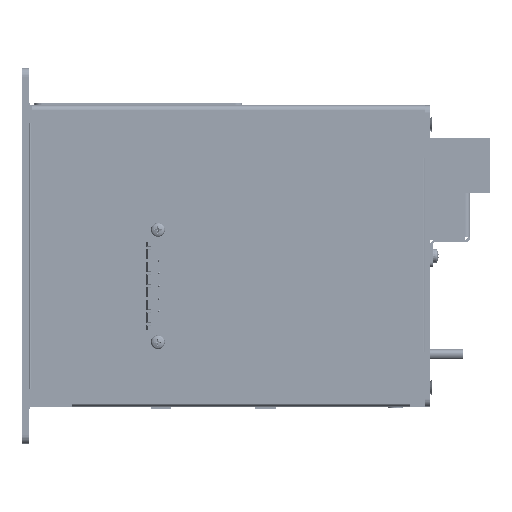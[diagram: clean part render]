
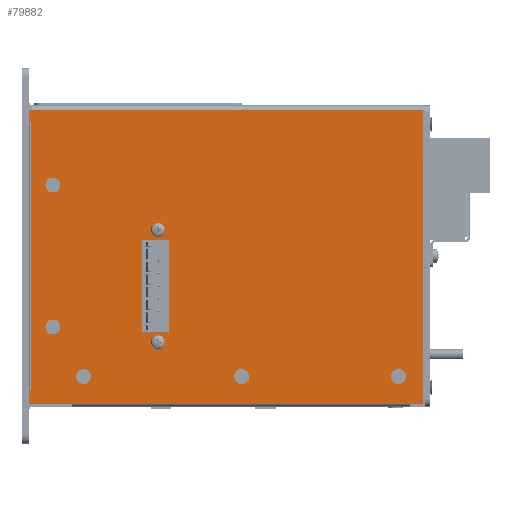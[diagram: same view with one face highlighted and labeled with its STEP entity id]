
A CAD part, left-side view. The second image highlights one B-rep face of the part: STEP entity #79882.
In plain terms, the highlighted planar face has unit normal (-1, 0, 0).
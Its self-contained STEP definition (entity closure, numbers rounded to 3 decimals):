
#4427=FACE_BOUND('',#12161,.T.);
#4428=FACE_BOUND('',#12162,.T.);
#4429=FACE_BOUND('',#12163,.T.);
#4430=FACE_BOUND('',#12164,.T.);
#4431=FACE_BOUND('',#12165,.T.);
#4432=FACE_BOUND('',#12166,.T.);
#4433=FACE_BOUND('',#12167,.T.);
#4434=FACE_BOUND('',#12168,.T.);
#5418=CIRCLE('',#85180,2.55);
#5419=CIRCLE('',#85181,2.55);
#5420=CIRCLE('',#85182,2.55);
#5421=CIRCLE('',#85183,1.75);
#5422=CIRCLE('',#85184,1.75);
#5423=CIRCLE('',#85185,2.55);
#5424=CIRCLE('',#85186,2.55);
#7645=FACE_OUTER_BOUND('',#12160,.T.);
#12160=EDGE_LOOP('',(#53774,#53775,#53776,#53777,#53778,#53779,#53780,#53781,
#53782));
#12161=EDGE_LOOP('',(#53783));
#12162=EDGE_LOOP('',(#53784));
#12163=EDGE_LOOP('',(#53785));
#12164=EDGE_LOOP('',(#53786));
#12165=EDGE_LOOP('',(#53787));
#12166=EDGE_LOOP('',(#53788,#53789,#53790,#53791));
#12167=EDGE_LOOP('',(#53792));
#12168=EDGE_LOOP('',(#53793));
#17666=LINE('',#115104,#26446);
#17675=LINE('',#115122,#26455);
#17678=LINE('',#115128,#26458);
#17680=LINE('',#115132,#26460);
#17681=LINE('',#115134,#26461);
#17682=LINE('',#115136,#26462);
#17683=LINE('',#115138,#26463);
#17684=LINE('',#115140,#26464);
#17685=LINE('',#115141,#26465);
#17686=LINE('',#115154,#26466);
#17687=LINE('',#115156,#26467);
#17688=LINE('',#115158,#26468);
#17689=LINE('',#115159,#26469);
#26446=VECTOR('',#92231,10.);
#26455=VECTOR('',#92246,10.);
#26458=VECTOR('',#92251,10.);
#26460=VECTOR('',#92255,1.44);
#26461=VECTOR('',#92256,10.);
#26462=VECTOR('',#92257,10.);
#26463=VECTOR('',#92258,10.);
#26464=VECTOR('',#92259,10.);
#26465=VECTOR('',#92260,1.44);
#26466=VECTOR('',#92271,10.);
#26467=VECTOR('',#92272,10.);
#26468=VECTOR('',#92273,10.);
#26469=VECTOR('',#92274,10.);
#35226=VERTEX_POINT('',#115101);
#35227=VERTEX_POINT('',#115103);
#35233=VERTEX_POINT('',#115121);
#35235=VERTEX_POINT('',#115127);
#35236=VERTEX_POINT('',#115131);
#35237=VERTEX_POINT('',#115133);
#35238=VERTEX_POINT('',#115135);
#35239=VERTEX_POINT('',#115137);
#35240=VERTEX_POINT('',#115139);
#35241=VERTEX_POINT('',#115142);
#35242=VERTEX_POINT('',#115144);
#35243=VERTEX_POINT('',#115146);
#35244=VERTEX_POINT('',#115148);
#35245=VERTEX_POINT('',#115150);
#35246=VERTEX_POINT('',#115152);
#35247=VERTEX_POINT('',#115153);
#35248=VERTEX_POINT('',#115155);
#35249=VERTEX_POINT('',#115157);
#35250=VERTEX_POINT('',#115160);
#35251=VERTEX_POINT('',#115162);
#42487=EDGE_CURVE('',#35227,#35226,#17666,.T.);
#42496=EDGE_CURVE('',#35233,#35227,#17675,.T.);
#42499=EDGE_CURVE('',#35235,#35233,#17678,.T.);
#42501=EDGE_CURVE('',#35236,#35226,#17680,.T.);
#42502=EDGE_CURVE('',#35237,#35236,#17681,.T.);
#42503=EDGE_CURVE('',#35238,#35237,#17682,.T.);
#42504=EDGE_CURVE('',#35238,#35239,#17683,.T.);
#42505=EDGE_CURVE('',#35239,#35240,#17684,.T.);
#42506=EDGE_CURVE('',#35235,#35240,#17685,.T.);
#42507=EDGE_CURVE('',#35241,#35241,#5418,.T.);
#42508=EDGE_CURVE('',#35242,#35242,#5419,.T.);
#42509=EDGE_CURVE('',#35243,#35243,#5420,.T.);
#42510=EDGE_CURVE('',#35244,#35244,#5421,.T.);
#42511=EDGE_CURVE('',#35245,#35245,#5422,.T.);
#42512=EDGE_CURVE('',#35246,#35247,#17686,.T.);
#42513=EDGE_CURVE('',#35247,#35248,#17687,.T.);
#42514=EDGE_CURVE('',#35248,#35249,#17688,.T.);
#42515=EDGE_CURVE('',#35249,#35246,#17689,.T.);
#42516=EDGE_CURVE('',#35250,#35250,#5423,.T.);
#42517=EDGE_CURVE('',#35251,#35251,#5424,.T.);
#53774=ORIENTED_EDGE('',*,*,#42499,.T.);
#53775=ORIENTED_EDGE('',*,*,#42496,.T.);
#53776=ORIENTED_EDGE('',*,*,#42487,.T.);
#53777=ORIENTED_EDGE('',*,*,#42501,.F.);
#53778=ORIENTED_EDGE('',*,*,#42502,.F.);
#53779=ORIENTED_EDGE('',*,*,#42503,.F.);
#53780=ORIENTED_EDGE('',*,*,#42504,.T.);
#53781=ORIENTED_EDGE('',*,*,#42505,.T.);
#53782=ORIENTED_EDGE('',*,*,#42506,.F.);
#53783=ORIENTED_EDGE('',*,*,#42507,.F.);
#53784=ORIENTED_EDGE('',*,*,#42508,.F.);
#53785=ORIENTED_EDGE('',*,*,#42509,.F.);
#53786=ORIENTED_EDGE('',*,*,#42510,.T.);
#53787=ORIENTED_EDGE('',*,*,#42511,.T.);
#53788=ORIENTED_EDGE('',*,*,#42512,.T.);
#53789=ORIENTED_EDGE('',*,*,#42513,.T.);
#53790=ORIENTED_EDGE('',*,*,#42514,.T.);
#53791=ORIENTED_EDGE('',*,*,#42515,.T.);
#53792=ORIENTED_EDGE('',*,*,#42516,.F.);
#53793=ORIENTED_EDGE('',*,*,#42517,.F.);
#76294=PLANE('',#85179);
#79882=ADVANCED_FACE('',(#7645,#4427,#4428,#4429,#4430,#4431,#4432,#4433,
#4434),#76294,.T.);
#85179=AXIS2_PLACEMENT_3D('',#115130,#92253,#92254);
#85180=AXIS2_PLACEMENT_3D('',#115143,#92261,#92262);
#85181=AXIS2_PLACEMENT_3D('',#115145,#92263,#92264);
#85182=AXIS2_PLACEMENT_3D('',#115147,#92265,#92266);
#85183=AXIS2_PLACEMENT_3D('',#115149,#92267,#92268);
#85184=AXIS2_PLACEMENT_3D('',#115151,#92269,#92270);
#85185=AXIS2_PLACEMENT_3D('',#115161,#92275,#92276);
#85186=AXIS2_PLACEMENT_3D('',#115163,#92277,#92278);
#92231=DIRECTION('',(0.,1.,0.));
#92246=DIRECTION('',(0.,0.,-1.));
#92251=DIRECTION('',(0.,-1.,0.));
#92253=DIRECTION('center_axis',(-1.,0.,0.));
#92254=DIRECTION('ref_axis',(0.,0.,
1.));
#92255=DIRECTION('',(0.,0.,1.));
#92256=DIRECTION('',(0.,1.,0.));
#92257=DIRECTION('',(0.,0.,-1.));
#92258=DIRECTION('',(0.,1.,0.));
#92259=DIRECTION('',(0.,1.,0.));
#92260=DIRECTION('',(0.,0.,1.));
#92261=DIRECTION('center_axis',(-1.,0.,0.));
#92262=DIRECTION('ref_axis',(0.,0.,
-1.));
#92263=DIRECTION('center_axis',(-1.,0.,0.));
#92264=DIRECTION('ref_axis',(0.,0.,
-1.));
#92265=DIRECTION('center_axis',(-1.,0.,0.));
#92266=DIRECTION('ref_axis',(0.,0.,
-1.));
#92267=DIRECTION('center_axis',(1.,0.,0.));
#92268=DIRECTION('ref_axis',(0.,0.,-1.));
#92269=DIRECTION('center_axis',(1.,0.,0.));
#92270=DIRECTION('ref_axis',(0.,0.,-1.));
#92271=DIRECTION('',(0.,0.,-1.));
#92272=DIRECTION('',(0.,1.,0.));
#92273=DIRECTION('',(0.,0.,1.));
#92274=DIRECTION('',(0.,-1.,0.));
#92275=DIRECTION('center_axis',(-1.,0.,0.));
#92276=DIRECTION('ref_axis',(0.,0.,
-1.));
#92277=DIRECTION('center_axis',(-1.,0.,0.));
#92278=DIRECTION('ref_axis',(0.,0.,
-1.));
#115101=CARTESIAN_POINT('',(0.,160.,-113.5));
#115103=CARTESIAN_POINT('',(0.,158.5,-113.5));
#115104=CARTESIAN_POINT('',(0.,119.5,-113.5));
#115121=CARTESIAN_POINT('',(0.,158.5,-5.5));
#115122=CARTESIAN_POINT('',(0.,158.5,-32.185));
#115127=CARTESIAN_POINT('',(0.,160.,-5.5));
#115128=CARTESIAN_POINT('',(0.,120.25,-5.5));
#115130=CARTESIAN_POINT('Origin',(0.,80.5,
-58.869));
#115131=CARTESIAN_POINT('',(0.,160.,-119.));
#115132=CARTESIAN_POINT('',(0.,160.,3.524));
#115133=CARTESIAN_POINT('',(0.,1.,-119.));
#115134=CARTESIAN_POINT('',(0.,1.,-119.));
#115135=CARTESIAN_POINT('',(0.,1.,-1.));
#115136=CARTESIAN_POINT('',(0.,1.,-1.));
#115137=CARTESIAN_POINT('',(0.,158.,-1.));
#115138=CARTESIAN_POINT('',(0.,80.5,-1.));
#115139=CARTESIAN_POINT('',(0.,160.,-1.));
#115140=CARTESIAN_POINT('',(0.,80.5,-1.));
#115141=CARTESIAN_POINT('',(0.,160.,3.524));
#115142=CARTESIAN_POINT('',(0.,149.6,-28.45));
#115143=CARTESIAN_POINT('Origin',(0.,149.6,-31.));
#115144=CARTESIAN_POINT('',(0.,10.709,-105.375));
#115145=CARTESIAN_POINT('Origin',(0.,10.709,
-107.925));
#115146=CARTESIAN_POINT('',(0.,137.291,-105.375));
#115147=CARTESIAN_POINT('Origin',(0.,137.291,
-107.925));
#115148=CARTESIAN_POINT('',(0.,107.426,-92.385));
#115149=CARTESIAN_POINT('Origin',(0.,107.426,
-94.135));
#115150=CARTESIAN_POINT('',(0.,107.4,-47.285));
#115151=CARTESIAN_POINT('Origin',(0.,107.4,
-49.035));
#115152=CARTESIAN_POINT('',(0.,103.1,-53.135));
#115153=CARTESIAN_POINT('',(0.,103.1,-90.035));
#115154=CARTESIAN_POINT('',(0.,103.1,-56.502));
#115155=CARTESIAN_POINT('',(0.,113.6,-90.035));
#115156=CARTESIAN_POINT('',(0.,91.8,-90.035));
#115157=CARTESIAN_POINT('',(0.,113.6,-53.135));
#115158=CARTESIAN_POINT('',(0.,113.6,-74.952));
#115159=CARTESIAN_POINT('',(0.,97.05,-53.135));
#115160=CARTESIAN_POINT('',(0.,73.75,-105.375));
#115161=CARTESIAN_POINT('Origin',(0.,73.75,
-107.925));
#115162=CARTESIAN_POINT('',(0.,149.6,-85.45));
#115163=CARTESIAN_POINT('Origin',(0.,149.6,-88.));
